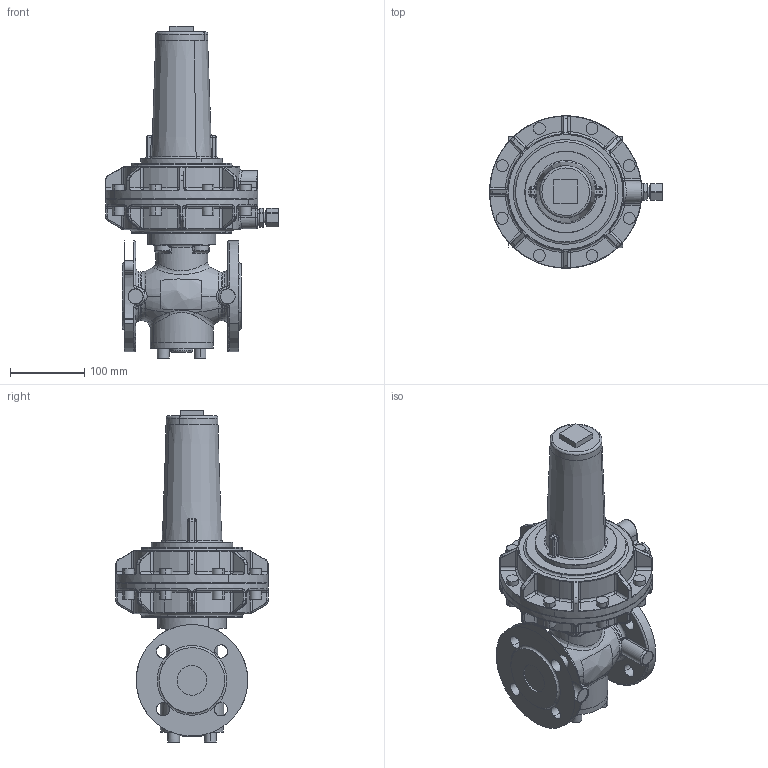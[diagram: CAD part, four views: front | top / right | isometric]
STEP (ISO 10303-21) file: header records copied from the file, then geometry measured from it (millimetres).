
FILE_DESCRIPTION(('CATIA V5 STEP'),'2;1');
FILE_NAME('R 101 DN 040-205.stp','2011-01-24T13:18:53+00:00',('none'),('none'),'CATIA Version 5 Release 19 SP 8 (IN-10)','CATIA V5 STEP AP214','none');
FILE_SCHEMA(('AUTOMOTIVE_DESIGN { 1 0 10303 214 1 1 1 1 }'));
Products named in the file (1): R 101 DN 040-205
Bounding box: 232.8 x 205 x 447 mm (x, y, z)
Volume: 4675789.7 mm3; surface area: 320706.7 mm2
Topology: 1 solids, 24 shells, 1138 faces, 2721 edges, 1568 vertices
Faces by surface type: cylinder 349, bspline 231, torus 209, plane 163, cone 107, sphere 64, revolution 15
Entity records: 46990 total; most frequent: CARTESIAN_POINT 24822, ORIENTED_EDGE 5266, DIRECTION 3101, EDGE_CURVE 2633, AXIS2_PLACEMENT_3D 1836, VERTEX_POINT 1568, EDGE_LOOP 1196, CIRCLE 1154
